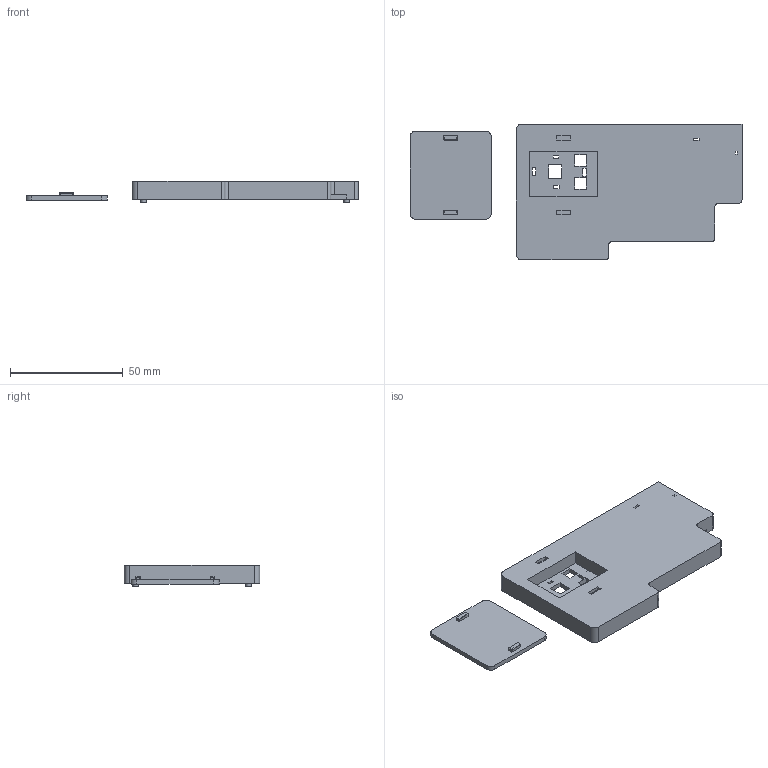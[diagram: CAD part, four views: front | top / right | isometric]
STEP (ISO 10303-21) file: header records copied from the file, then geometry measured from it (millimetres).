
FILE_DESCRIPTION(('HOOPS Exchange Step'),'2;1');
FILE_NAME('temp_export','2022-03-14T13:46:30+01:00',('mobile'),('Shapr3D Limited'),'HOOPS Exchange 2021.2','Shapr3D','Authorized');
FILE_SCHEMA( ('AP203_CONFIGURATION_CONTROLLED_3D_DESIGN_OF_MECHANICAL_PARTS_AND_ASSEMBLIES_MIM_LF') );
Length unit declared in the file: millimetre
Products named in the file (1): BCB94CC8-5C56-447F-9E55-D8E459E72E39.tmp
Bounding box: 147 x 60 x 9.5 mm (x, y, z)
Volume: 37389.8 mm3; surface area: 17721.8 mm2
Topology: 2 solids, 2 shells, 182 faces, 478 edges, 318 vertices
Faces by surface type: plane 160, cylinder 22
Full cylindrical faces by diameter (mm): 2.4 x3
Entity records: 5604 total; most frequent: CARTESIAN_POINT 979, ORIENTED_EDGE 956, DIRECTION 896, EDGE_CURVE 478, VECTOR 426, LINE 426, VERTEX_POINT 318, AXIS2_PLACEMENT_3D 235
